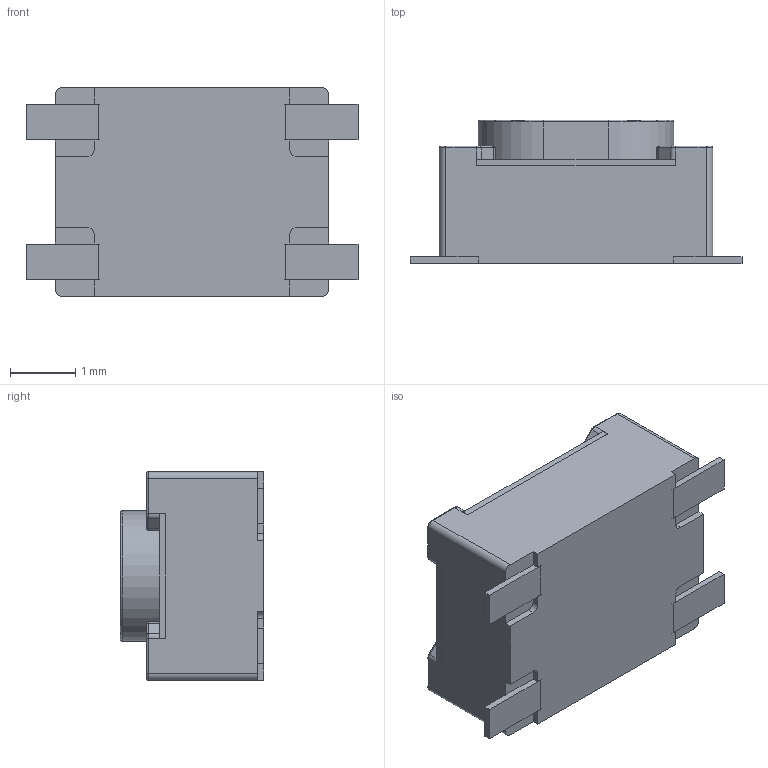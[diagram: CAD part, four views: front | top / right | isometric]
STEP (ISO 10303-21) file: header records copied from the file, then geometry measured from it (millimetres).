
FILE_DESCRIPTION (( 'STEP AP214' ), '1' );
FILE_NAME ('Switch TVAF11.STEP', '2023-01-25T12:38:11', ( '' ), ( '' ), 'SwSTEP 2.0', 'SolidWorks 2022', '' );
FILE_SCHEMA (( 'AUTOMOTIVE_DESIGN' ));
Length unit declared in the file: millimetre
Products named in the file (5): Terminais; Botão; Corpo; Cover; Switch TVAF11
Assembly tree (4 placements, depth 2):
  Switch TVAF11
    Corpo
    Terminais
    Botão
    Cover
Bounding box: 5.1 x 2.2 x 3.2 mm (x, y, z)
Volume: 11.9 mm3; surface area: 139.6 mm2
Topology: 5 solids, 5 shells, 259 faces, 716 edges, 462 vertices
Faces by surface type: cylinder 123, plane 112, torus 24
Entity records: 8608 total; most frequent: CARTESIAN_POINT 1599, DIRECTION 1484, ORIENTED_EDGE 1432, EDGE_CURVE 716, AXIS2_PLACEMENT_3D 530, VERTEX_POINT 462, VECTOR 424, LINE 424
